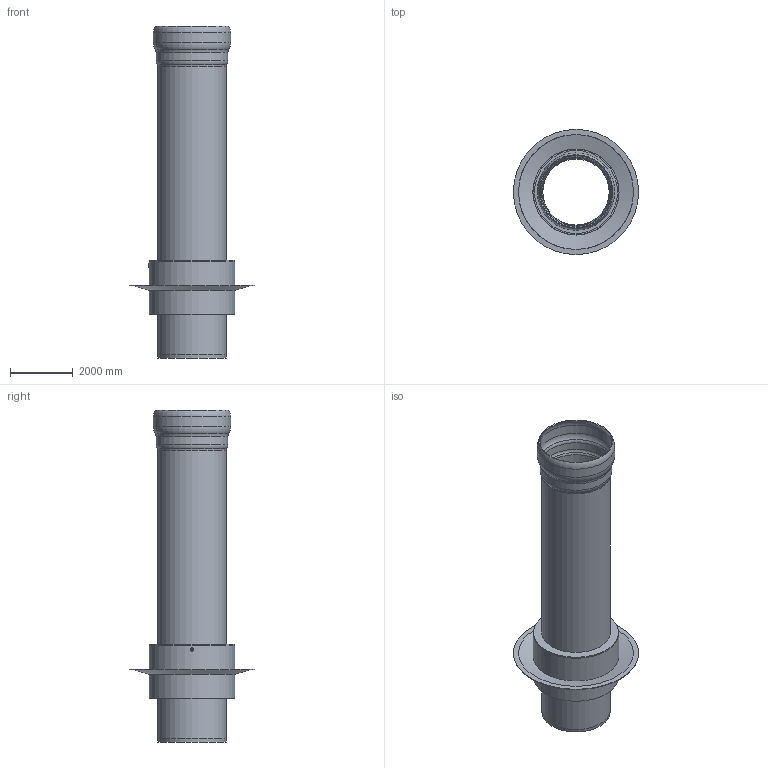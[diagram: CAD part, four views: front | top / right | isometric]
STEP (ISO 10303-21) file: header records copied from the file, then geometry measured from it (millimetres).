
FILE_DESCRIPTION(/* description */ (''),/* implementation_level */ '2;1');
FILE_NAME(/* name */ '19485.200X_3D.stp',/* time_stamp */ '2024-12-12T07:54:13+01:00',/* author */ ('CAD'),/* organization */ (''),/* preprocessor_version */ 'ST-DEVELOPER v20',/* originating_system */ 'AutoCAD Mechanical',/* authorisation */ '');
FILE_SCHEMA (('AUTOMOTIVE_DESIGN { 1 0 10303 214 3 1 1 }'));
Length unit declared in the file: centimetre
Products named in the file (2): Product; *S0
Assembly tree (1 placements, depth 2):
  Product
    *S0
Bounding box: 4000 x 4000 x 10600 mm (x, y, z)
Volume: 5840032680.9 mm3; surface area: 223294963.3 mm2
Topology: 6 solids, 6 shells, 50 faces, 107 edges, 72 vertices
Faces by surface type: cylinder 16, torus 14, plane 13, cone 7
Full cylindrical faces by diameter (mm): 60 x2, 67 x1, 2132 x1, 2190 x2, 2200 x1, 2240 x1, 2298 x1, 2410 x1, 2468 x1, 2650 x2, 2730 x2, 4000 x1
Entity records: 1623 total; most frequent: CARTESIAN_POINT 364, DIRECTION 287, ORIENTED_EDGE 210, AXIS2_PLACEMENT_3D 131, EDGE_CURVE 105, CIRCLE 78, VERTEX_POINT 68, EDGE_LOOP 63
